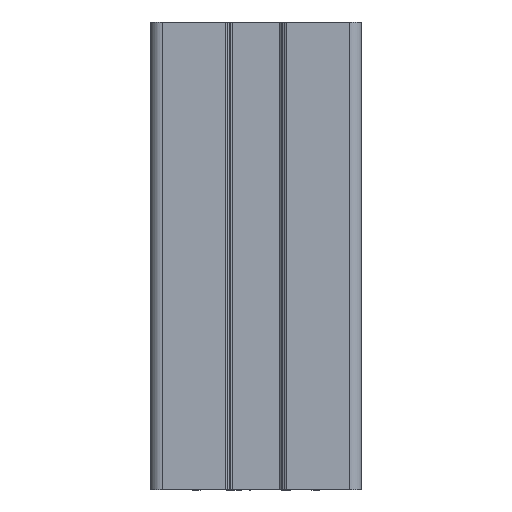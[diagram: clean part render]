
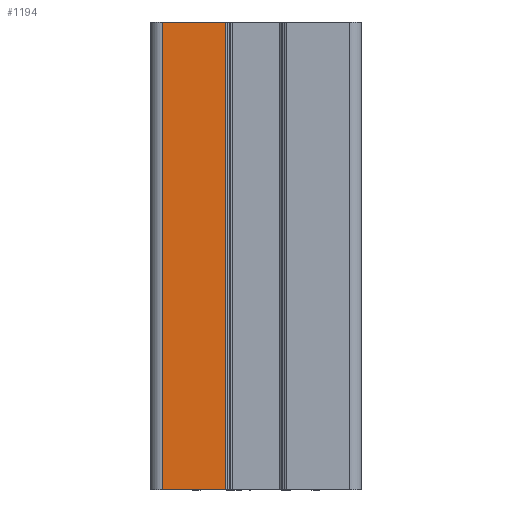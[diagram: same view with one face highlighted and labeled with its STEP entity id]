
A CAD part, left-side view. The second image highlights one B-rep face of the part: STEP entity #1194.
In plain terms, the highlighted planar face has unit normal (-1, 0, 0).
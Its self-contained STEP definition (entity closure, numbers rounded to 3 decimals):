
#47 = CARTESIAN_POINT ( 'NONE',  ( 6921.956, 1898.245, 100. ) ) ;
#1194 = ADVANCED_FACE ( 'NONE', ( #12846 ), #3547, .F. ) ;
#1472 = LINE ( 'NONE', #7121, #5181 ) ;
#1619 = VERTEX_POINT ( 'NONE', #11238 ) ;
#3340 = CARTESIAN_POINT ( 'NONE',  ( 6921.956, 1884.745, 100. ) ) ;
#3547 = PLANE ( 'NONE',  #14338 ) ;
#3696 = DIRECTION ( 'NONE',  ( 1., 0., 0. ) ) ;
#3753 = DIRECTION ( 'NONE',  ( 0., 0., -1. ) ) ;
#3872 = VECTOR ( 'NONE', #19092, 1000. ) ;
#4128 = CARTESIAN_POINT ( 'NONE',  ( 6921.956, 1884.745, 100. ) ) ;
#4420 = LINE ( 'NONE', #14921, #12225 ) ;
#4597 = VECTOR ( 'NONE', #20102, 1000. ) ;
#5098 = CARTESIAN_POINT ( 'NONE',  ( 6921.956, 1898.245, 100. ) ) ;
#5181 = VECTOR ( 'NONE', #8705, 1000. ) ;
#7121 = CARTESIAN_POINT ( 'NONE',  ( 6921.956, 1861.545, 100. ) ) ;
#8445 = ORIENTED_EDGE ( 'NONE', *, *, #15394, .F. ) ;
#8705 = DIRECTION ( 'NONE',  ( 0., -1., 0. ) ) ;
#9352 = EDGE_CURVE ( 'NONE', #1619, #18622, #16928, .T. ) ;
#10123 = EDGE_LOOP ( 'NONE', ( #8445, #16849, #14864, #16909 ) ) ;
#10222 = VERTEX_POINT ( 'NONE', #4128 ) ;
#11238 = CARTESIAN_POINT ( 'NONE',  ( 6921.956, 1898.245, 0. ) ) ;
#12225 = VECTOR ( 'NONE', #16470, 1000. ) ;
#12707 = EDGE_CURVE ( 'NONE', #18622, #10222, #1472, .T. ) ;
#12846 = FACE_OUTER_BOUND ( 'NONE', #10123, .T. ) ;
#12856 = VERTEX_POINT ( 'NONE', #16808 ) ;
#14338 = AXIS2_PLACEMENT_3D ( 'NONE', #3340, #3696, #3753 ) ;
#14864 = ORIENTED_EDGE ( 'NONE', *, *, #9352, .F. ) ;
#14921 = CARTESIAN_POINT ( 'NONE',  ( 6921.956, 1884.745, 100. ) ) ;
#15394 = EDGE_CURVE ( 'NONE', #10222, #12856, #4420, .T. ) ;
#16470 = DIRECTION ( 'NONE',  ( 0., 0., -1. ) ) ;
#16808 = CARTESIAN_POINT ( 'NONE',  ( 6921.956, 1884.745, 0. ) ) ;
#16849 = ORIENTED_EDGE ( 'NONE', *, *, #12707, .F. ) ;
#16909 = ORIENTED_EDGE ( 'NONE', *, *, #17564, .F. ) ;
#16928 = LINE ( 'NONE', #47, #4597 ) ;
#17539 = CARTESIAN_POINT ( 'NONE',  ( 6921.956, 1861.545, 0. ) ) ;
#17564 = EDGE_CURVE ( 'NONE', #12856, #1619, #19826, .T. ) ;
#18622 = VERTEX_POINT ( 'NONE', #5098 ) ;
#19092 = DIRECTION ( 'NONE',  ( 0., 1., 0. ) ) ;
#19826 = LINE ( 'NONE', #17539, #3872 ) ;
#20102 = DIRECTION ( 'NONE',  ( 0., 0., 1. ) ) ;
